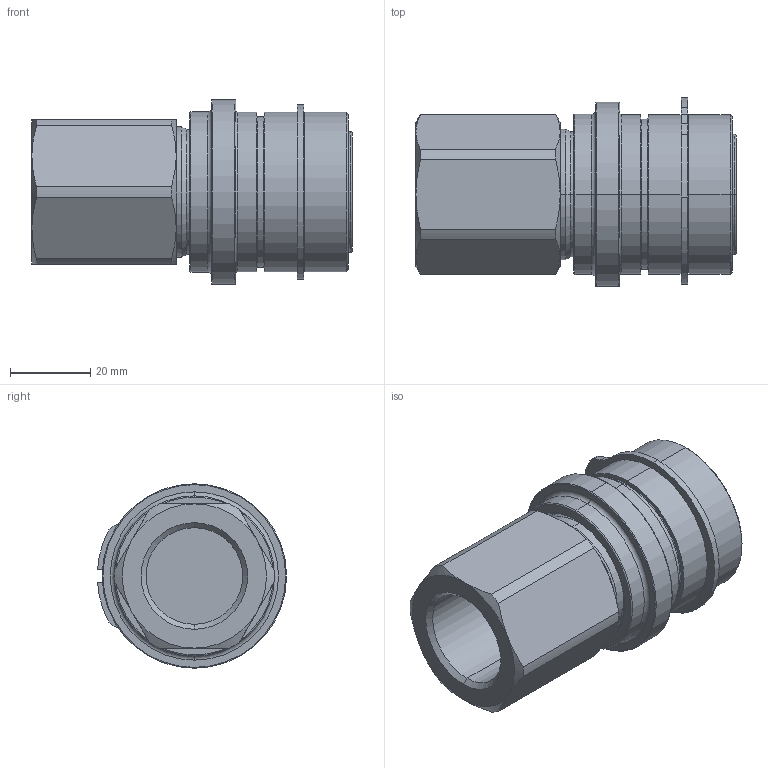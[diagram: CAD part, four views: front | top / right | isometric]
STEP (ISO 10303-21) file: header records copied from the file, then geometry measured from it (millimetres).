
FILE_DESCRIPTION (( 'STEP AP214' ), '1' );
FILE_NAME ('FEMP-501-12FB.STEP', '2015-08-27T11:47:10', ( 'admin' ), ( 'Microsoft' ), 'SwSTEP 2.0', 'SolidWorks 2009', '' );
FILE_SCHEMA (( 'AUTOMOTIVE_DESIGN' ));
Length unit declared in the file: millimetre
Products named in the file (1): FEMP-501-12FB
Bounding box: 79.9 x 47.17 x 46 mm (x, y, z)
Volume: 86316.5 mm3; surface area: 18305.9 mm2
Topology: 2 solids, 2 shells, 155 faces, 337 edges, 202 vertices
Faces by surface type: cylinder 61, torus 34, plane 32, cone 28
Entity records: 4427 total; most frequent: CARTESIAN_POINT 895, DIRECTION 830, ORIENTED_EDGE 674, AXIS2_PLACEMENT_3D 367, EDGE_CURVE 337, CIRCLE 211, VERTEX_POINT 202, EDGE_LOOP 175
